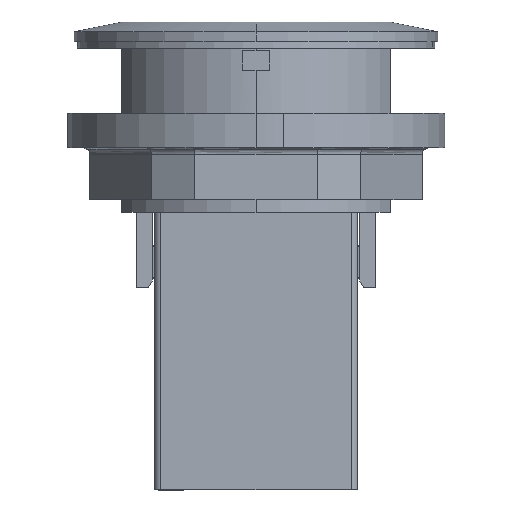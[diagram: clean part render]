
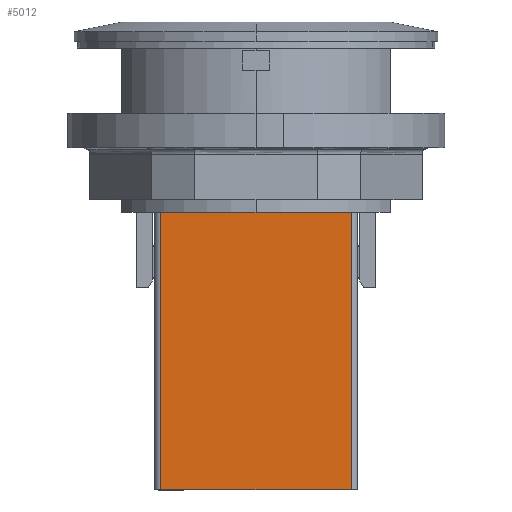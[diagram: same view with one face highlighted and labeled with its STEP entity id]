
A CAD part, front view. The second image highlights one B-rep face of the part: STEP entity #5012.
In plain terms, the highlighted planar face has unit normal (0, -1, 0).
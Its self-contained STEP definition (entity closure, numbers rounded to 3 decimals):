
#5012=ADVANCED_FACE('',(#9068),#9069,.T.);
#9068=FACE_OUTER_BOUND('',#15087,.T.);
#9069=PLANE('',#15088);
#15087=EDGE_LOOP('',(#23128,#23129,#23130,#23131));
#15088=AXIS2_PLACEMENT_3D('',#23132,#23133,#23134);
#23128=ORIENTED_EDGE('',*,*,#26526,.F.);
#23129=ORIENTED_EDGE('',*,*,#26528,.T.);
#23130=ORIENTED_EDGE('',*,*,#26501,.F.);
#23131=ORIENTED_EDGE('',*,*,#26506,.F.);
#23132=CARTESIAN_POINT('',(25.615,21.35,-83.538));
#23133=DIRECTION('',(0.0,-1.0,0.0));
#23134=DIRECTION('',(0.0,0.0,-1.0));
#26501=EDGE_CURVE('',#30541,#30543,#30544,.T.);
#26506=EDGE_CURVE('',#30550,#30541,#30551,.T.);
#26526=EDGE_CURVE('',#30574,#30550,#30576,.T.);
#26528=EDGE_CURVE('',#30574,#30543,#30578,.T.);
#30541=VERTEX_POINT('',#36232);
#30543=VERTEX_POINT('',#36234);
#30544=LINE('',#36235,#36236);
#30550=VERTEX_POINT('',#36244);
#30551=LINE('',#36245,#36246);
#30574=VERTEX_POINT('',#36280);
#30576=LINE('',#36282,#36283);
#30578=LINE('',#36285,#36286);
#36232=CARTESIAN_POINT('',(11.015,21.35,-49.138));
#36234=CARTESIAN_POINT('',(25.615,21.35,-49.138));
#36235=CARTESIAN_POINT('',(11.015,21.35,-49.138));
#36236=VECTOR('',#39709,1.0);
#36244=CARTESIAN_POINT('',(11.015,21.35,-83.538));
#36245=CARTESIAN_POINT('',(11.015,21.35,-83.538));
#36246=VECTOR('',#39715,1.0);
#36280=CARTESIAN_POINT('',(25.615,21.35,-83.538));
#36282=CARTESIAN_POINT('',(25.615,21.35,-83.538));
#36283=VECTOR('',#39733,1.0);
#36285=CARTESIAN_POINT('',(25.615,21.35,-83.538));
#36286=VECTOR('',#39734,1.0);
#39709=DIRECTION('',(1.0,0.0,0.0));
#39715=DIRECTION('',(0.0,0.0,1.0));
#39733=DIRECTION('',(-1.0,0.,0.0));
#39734=DIRECTION('',(0.0,0.0,1.0));
